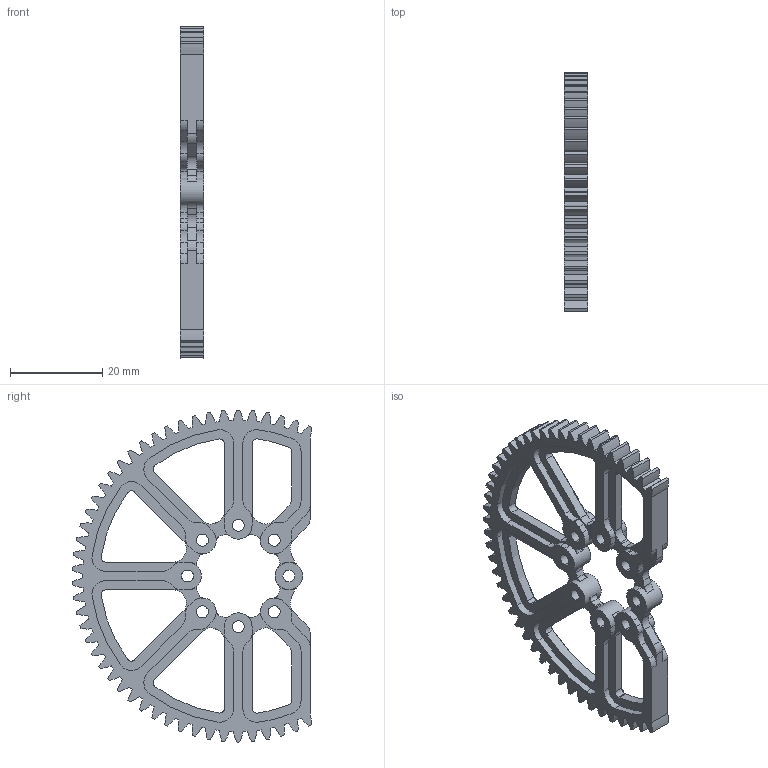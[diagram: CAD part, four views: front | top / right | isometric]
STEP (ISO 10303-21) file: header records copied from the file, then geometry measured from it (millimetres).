
FILE_DESCRIPTION (( 'STEP AP214' ), '1' );
FILE_NAME ('SH1070machined.STEP', '2017-09-26T09:42:15', ( '' ), ( '' ), 'SwSTEP 2.0', 'SolidWorks 2016', '' );
FILE_SCHEMA (( 'AUTOMOTIVE_DESIGN' ));
Length unit declared in the file: millimetre
Products named in the file (2): SH1070machined
Bounding box: 5 x 51.89 x 72 mm (x, y, z)
Volume: 5763.6 mm3; surface area: 7401.4 mm2
Topology: 1 solids, 1 shells, 545 faces, 1591 edges, 1042 vertices
Faces by surface type: cylinder 423, plane 122
Entity records: 18568 total; most frequent: DIRECTION 3567, ORIENTED_EDGE 3182, CARTESIAN_POINT 3180, EDGE_CURVE 1591, AXIS2_PLACEMENT_3D 1429, VERTEX_POINT 1042, CIRCLE 882, LINE 709
